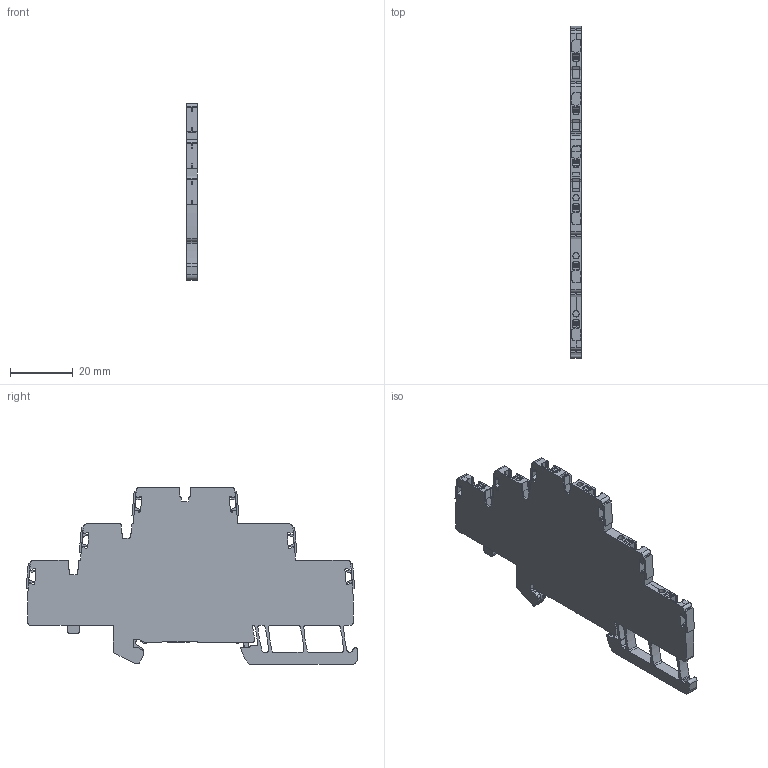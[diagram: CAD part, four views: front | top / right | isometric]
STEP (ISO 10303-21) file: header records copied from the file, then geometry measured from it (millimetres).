
FILE_DESCRIPTION(('CATIA V5 STEP Exchange','CAx-IF Rec.Pracs.--- Model Styling and Organization---1.4--- 2014-01-23'),'2;1');
FILE_NAME ('1399403-2_0', '2022-09-01T09:41:08+00:00', ('none'), ('Weidmueller'), 'CATIA Version 5-6 Release 2016 SP3 HF44', 'CATIA V5 STEP AP214', 'none');
FILE_SCHEMA(('AUTOMOTIVE_DESIGN { 1 0 10303 214 1 1 1 1 }'));
Length unit declared in the file: millimetre
Products named in the file (1): 2856230000
Bounding box: 3.5 x 106.13 x 56.55 mm (x, y, z)
Volume: 12466.5 mm3; surface area: 10926.7 mm2
Topology: 25 solids, 25 shells, 1207 faces, 3339 edges, 2189 vertices
Faces by surface type: plane 680, cylinder 419, extrusion 64, torus 32, sphere 12
Entity records: 37406 total; most frequent: CARTESIAN_POINT 7515, ORIENTED_EDGE 6654, DIRECTION 5157, EDGE_CURVE 3327, VECTOR 2363, LINE 2299, VERTEX_POINT 2189, AXIS2_PLACEMENT_3D 1818
